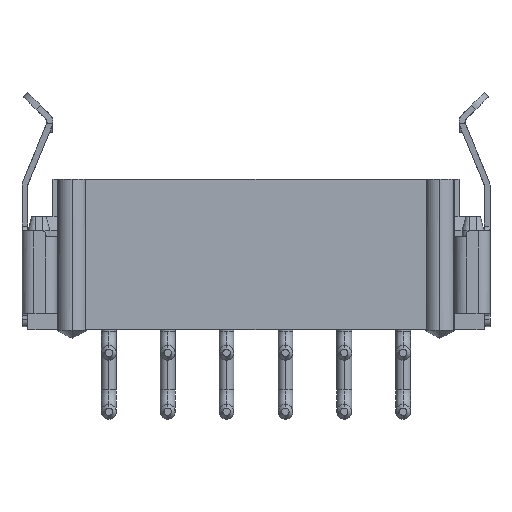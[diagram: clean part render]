
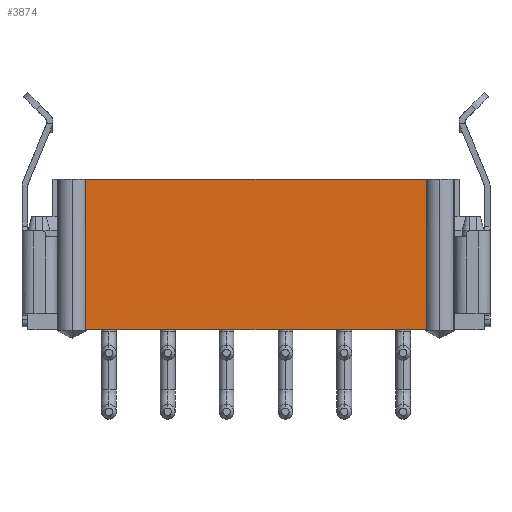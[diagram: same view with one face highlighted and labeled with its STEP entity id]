
A CAD part, top view. The second image highlights one B-rep face of the part: STEP entity #3874.
In plain terms, the highlighted planar face has unit normal (0, 0, 1).
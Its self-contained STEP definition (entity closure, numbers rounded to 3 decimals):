
#82=DIRECTION('',(-1.,0.,0.));
#83=VECTOR('',#82,11.583);
#84=CARTESIAN_POINT('',(5.792,0.,2.775));
#85=LINE('',#84,#83);
#622=DIRECTION('',(-1.,0.,0.));
#623=VECTOR('',#622,11.583);
#624=CARTESIAN_POINT('',(5.792,5.1,2.775));
#625=LINE('',#624,#623);
#766=DIRECTION('',(0.,1.,0.));
#767=VECTOR('',#766,5.1);
#768=CARTESIAN_POINT('',(-5.792,0.,2.775));
#769=LINE('',#768,#767);
#773=DIRECTION('',(0.,-1.,0.));
#774=VECTOR('',#773,5.1);
#775=CARTESIAN_POINT('',(5.792,5.1,2.775));
#776=LINE('',#775,#774);
#3258=CARTESIAN_POINT('',(5.792,0.,2.775));
#3260=VERTEX_POINT('',#3258);
#3266=CARTESIAN_POINT('',(5.792,5.1,2.775));
#3267=VERTEX_POINT('',#3266);
#3278=CARTESIAN_POINT('',(-5.792,0.,2.775));
#3280=VERTEX_POINT('',#3278);
#3286=CARTESIAN_POINT('',(-5.792,5.1,2.775));
#3287=VERTEX_POINT('',#3286);
#3861=CARTESIAN_POINT('',(6.75,0.,2.775));
#3862=DIRECTION('',(0.,0.,1.));
#3863=DIRECTION('',(-1.,0.,0.));
#3864=AXIS2_PLACEMENT_3D('',#3861,#3862,#3863);
#3865=PLANE('',#3864);
#3867=ORIENTED_EDGE('',*,*,#3866,.T.);
#3868=ORIENTED_EDGE('',*,*,#3795,.F.);
#3870=ORIENTED_EDGE('',*,*,#3869,.T.);
#3871=ORIENTED_EDGE('',*,*,#3483,.T.);
#3872=EDGE_LOOP('',(#3867,#3868,#3870,#3871));
#3873=FACE_OUTER_BOUND('',#3872,.F.);
#3483=EDGE_CURVE('',#3260,#3280,#85,.T.);
#3795=EDGE_CURVE('',#3267,#3287,#625,.T.);
#3866=EDGE_CURVE('',#3280,#3287,#769,.T.);
#3869=EDGE_CURVE('',#3267,#3260,#776,.T.);
#3874=ADVANCED_FACE('',(#3873),#3865,.T.);
